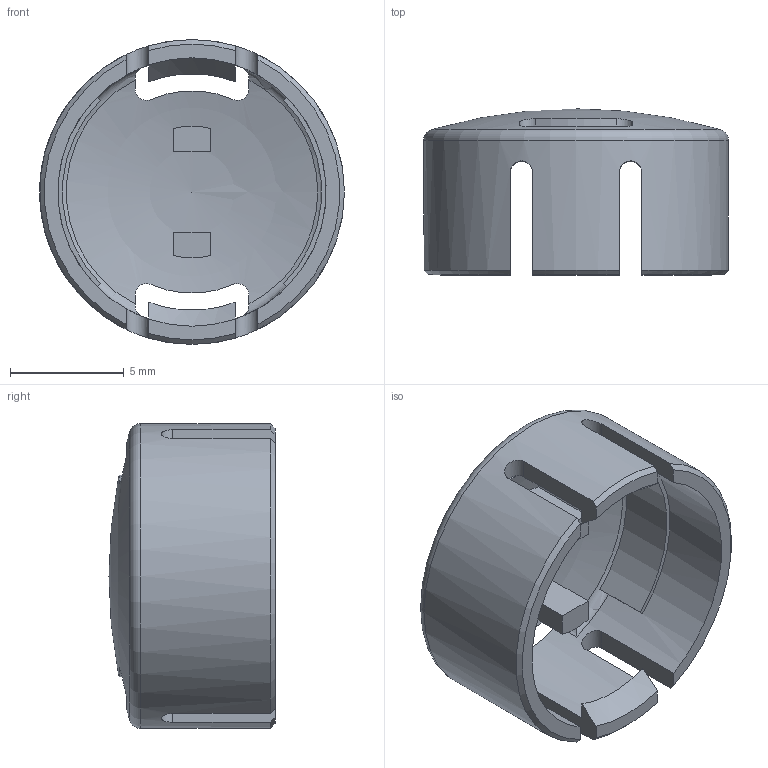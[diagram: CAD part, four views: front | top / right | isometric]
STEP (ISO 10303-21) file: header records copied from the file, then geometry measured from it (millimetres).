
FILE_DESCRIPTION(/* description */ ('STEP AP214'),/* implementation_level */ '2;1');
FILE_NAME(/* name */ '541011_VAMC-S6-CS',/* time_stamp */ '2024-09-16T07:21:47+02:00',/* author */ ('License CC BY-ND 4.0'),/* organization */ ('CADENAS'),/* preprocessor_version */ 'ST-DEVELOPER v19.3',/* originating_system */ 'PARTsolutions',/* authorisation */ ' ');
FILE_SCHEMA (('AUTOMOTIVE_DESIGN {1 0 10303 214 3 1 1}'));
Length unit declared in the file: millimetre
Products named in the file (1): 541011 VAMC-S6-CS
Bounding box: 13.4 x 7.3 x 13.4 mm (x, y, z)
Volume: 283.6 mm3; surface area: 777.5 mm2
Topology: 1 solids, 1 shells, 65 faces, 192 edges, 127 vertices
Faces by surface type: plane 34, cylinder 20, cone 6, torus 3, sphere 2
Full cylindrical faces by diameter (mm): 11.8 x1, 13.4 x1
Entity records: 2658 total; most frequent: CARTESIAN_POINT 510, ORIENTED_EDGE 364, DIRECTION 332, EDGE_CURVE 182, AXIS2_PLACEMENT_3D 124, VERTEX_POINT 122, LINE 84, VECTOR 84
